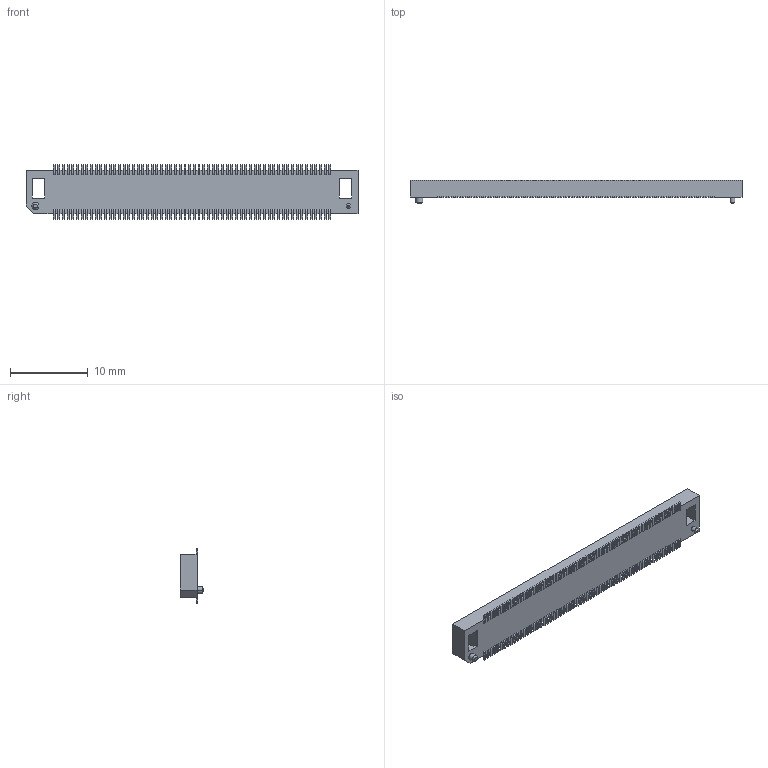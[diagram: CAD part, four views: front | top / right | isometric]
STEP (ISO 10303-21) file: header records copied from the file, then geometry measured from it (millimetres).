
FILE_DESCRIPTION(('OneSpaceDesigner STEP Export'),'2;1');
FILE_NAME('FX8-120S-SV.stp','2007-03-20T17:54:38',(''),(''),'OneSpace Designer STEP processor (Jan. 2003) for AP214(CD)(Solid Model)','OneSpace Designer 12.00 10-Sep-2003 (C) CoCreate Software GmbH','');
FILE_SCHEMA(('AUTOMOTIVE_DESIGN_CC2 {1 2 10303 214 -1 1 5 1}'));
Length unit declared in the file: millimetre
Products named in the file (2): FX8-120S-SV
Assembly tree (1 placements, depth 2):
  FX8-120S-SV
    FX8-120S-SV
Bounding box: 42.6 x 3 x 7 mm (x, y, z)
Volume: 395.7 mm3; surface area: 1061.6 mm2
Topology: 1 solids, 1 shells, 772 faces, 2298 edges, 1529 vertices
Faces by surface type: plane 644, cylinder 124, cone 4
Entity records: 31237 total; most frequent: ORIENTED_EDGE 4596, CARTESIAN_POINT 4564, DIRECTION 4051, EDGE_CURVE 2298, VECTOR 2019, LINE 2019, VERTEX_POINT 1529, AXIS2_PLACEMENT_3D 1016
